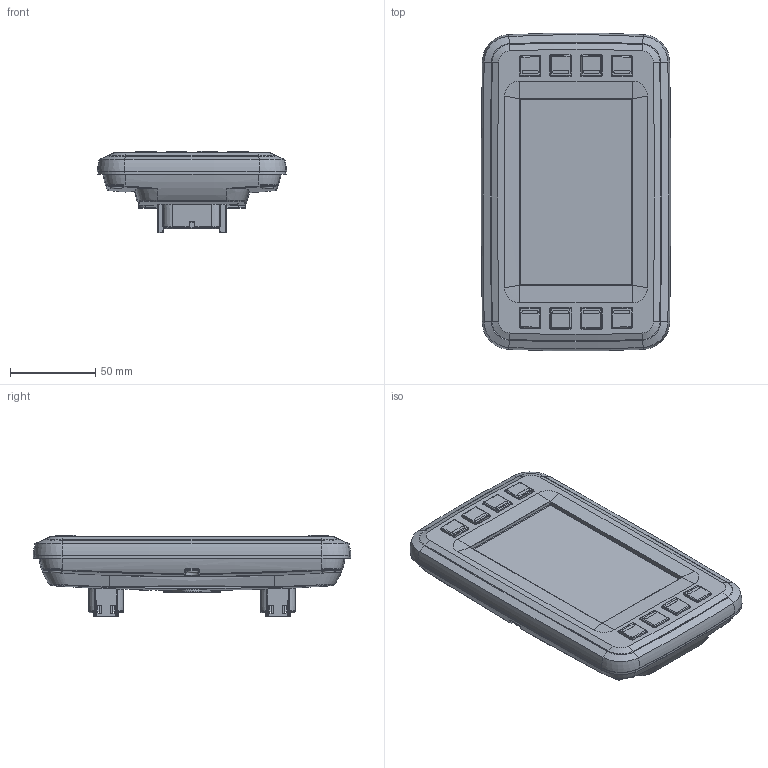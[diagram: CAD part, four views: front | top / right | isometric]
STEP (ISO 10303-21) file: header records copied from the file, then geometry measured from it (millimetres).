
FILE_DESCRIPTION(/* description */ ('Unknown'),/* implementation_level */ '2;1');
FILE_NAME(/* name */ 'VC 20160420',/* time_stamp */ '2016-04-20T12:03:07+02:00',/* author */ ('Unknown'),/* organization */ ('Unknown'),/* preprocessor_version */ 'ST-DEVELOPER v16.7',/* originating_system */ 'DEX',/* authorisation */ $);
FILE_SCHEMA (('AUTOMOTIVE_DESIGN {1 0 10303 214 3 1 1}'));
Products named in the file (1): Part22
Bounding box: 111.12 x 186.53 x 48.04 mm (x, y, z)
Volume: 347159.9 mm3; surface area: 125655.2 mm2
Topology: 1 solids, 72 shells, 5815 faces, 14265 edges, 8323 vertices
Faces by surface type: plane 1635, cylinder 1416, bspline 1173, torus 787, cone 500, sphere 304
Full cylindrical faces by diameter (mm): 0.989 x2, 1.006 x46, 2.607 x2, 3 x10, 3.5 x6, 5.6 x2, 6 x1, 6.35 x2, 6.9 x6, 12.7 x1
Entity records: 196536 total; most frequent: CARTESIAN_POINT 70491, ORIENTED_EDGE 26750, DIRECTION 25154, EDGE_CURVE 13375, AXIS2_PLACEMENT_3D 10009, VERTEX_POINT 8176, EDGE_LOOP 6395, FACE_BOUND 6395
